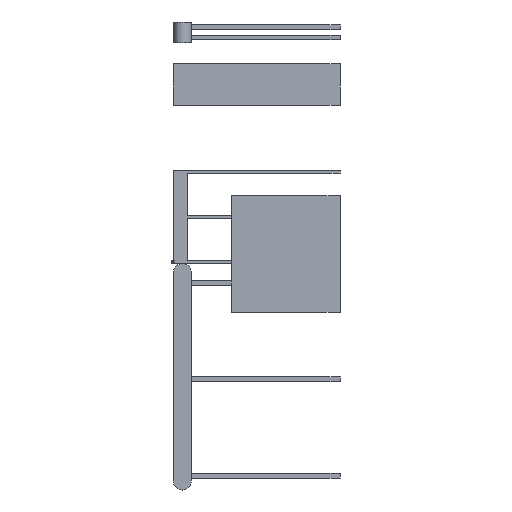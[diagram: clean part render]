
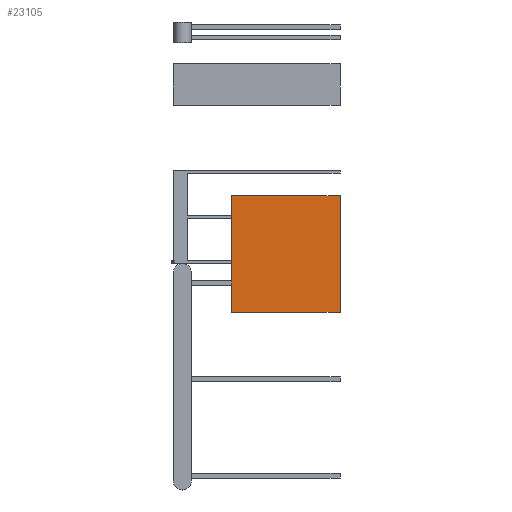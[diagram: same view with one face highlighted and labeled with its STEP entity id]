
A CAD part, left-side view. The second image highlights one B-rep face of the part: STEP entity #23105.
In plain terms, the highlighted planar face has unit normal (-1, 0, 0).
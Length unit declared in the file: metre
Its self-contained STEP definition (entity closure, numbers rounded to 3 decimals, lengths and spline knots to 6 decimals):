
#235 = PLANE ( 'NONE',  #11589 ) ;
#279 = CARTESIAN_POINT ( 'NONE',  ( 0., 0.78, -0.84 ) ) ;
#532 = CARTESIAN_POINT ( 'NONE',  ( 0., 0.78, 0. ) ) ;
#661 = EDGE_CURVE ( 'NONE', #15349, #20759, #8240, .T. ) ;
#1476 = CARTESIAN_POINT ( 'NONE',  ( 0., 0.78, 0. ) ) ;
#3067 = EDGE_CURVE ( 'NONE', #4864, #20759, #11842, .T. ) ;
#3428 = LINE ( 'NONE', #10785, #25967 ) ;
#4081 = EDGE_LOOP ( 'NONE', ( #6053, #22280, #10733, #9869 ) ) ;
#4864 = VERTEX_POINT ( 'NONE', #22598 ) ;
#6053 = ORIENTED_EDGE ( 'NONE', *, *, #3067, .T. ) ;
#7219 = VERTEX_POINT ( 'NONE', #279 ) ;
#8240 = LINE ( 'NONE', #1476, #19363 ) ;
#8755 = DIRECTION ( 'NONE',  ( 0., 0., 1. ) ) ;
#9855 = FACE_OUTER_BOUND ( 'NONE', #4081, .T. ) ;
#9869 = ORIENTED_EDGE ( 'NONE', *, *, #24775, .T. ) ;
#10624 = VECTOR ( 'NONE', #8755, 1. ) ;
#10733 = ORIENTED_EDGE ( 'NONE', *, *, #16871, .F. ) ;
#10785 = CARTESIAN_POINT ( 'NONE',  ( 0., 0.78, -0.84 ) ) ;
#10820 = VECTOR ( 'NONE', #28601, 1. ) ;
#11309 = LINE ( 'NONE', #24629, #10624 ) ;
#11589 = AXIS2_PLACEMENT_3D ( 'NONE', #532, #11960, #14048 ) ;
#11842 = LINE ( 'NONE', #20965, #10820 ) ;
#11960 = DIRECTION ( 'NONE',  ( 1., 0., 0. ) ) ;
#14048 = DIRECTION ( 'NONE',  ( 0., 0., -1. ) ) ;
#15349 = VERTEX_POINT ( 'NONE', #26365 ) ;
#16871 = EDGE_CURVE ( 'NONE', #7219, #15349, #11309, .T. ) ;
#17527 = DIRECTION ( 'NONE',  ( 0., -1., 0. ) ) ;
#17532 = DIRECTION ( 'NONE',  ( 0., -1., 0. ) ) ;
#19363 = VECTOR ( 'NONE', #17532, 1. ) ;
#20194 = CARTESIAN_POINT ( 'NONE',  ( 0., 0., 0. ) ) ;
#20759 = VERTEX_POINT ( 'NONE', #20194 ) ;
#20965 = CARTESIAN_POINT ( 'NONE',  ( 0., 0., 0. ) ) ;
#22280 = ORIENTED_EDGE ( 'NONE', *, *, #661, .F. ) ;
#22598 = CARTESIAN_POINT ( 'NONE',  ( 0., 0., -0.84 ) ) ;
#23105 = ADVANCED_FACE ( 'NONE', ( #9855 ), #235, .F. ) ;
#24629 = CARTESIAN_POINT ( 'NONE',  ( 0., 0.78, 0. ) ) ;
#24775 = EDGE_CURVE ( 'NONE', #7219, #4864, #3428, .T. ) ;
#25967 = VECTOR ( 'NONE', #17527, 1. ) ;
#26365 = CARTESIAN_POINT ( 'NONE',  ( 0., 0.78, 0. ) ) ;
#28601 = DIRECTION ( 'NONE',  ( 0., 0., 1. ) ) ;
